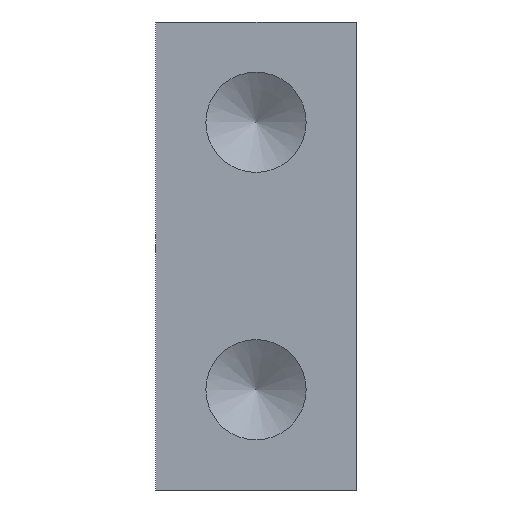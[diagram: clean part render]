
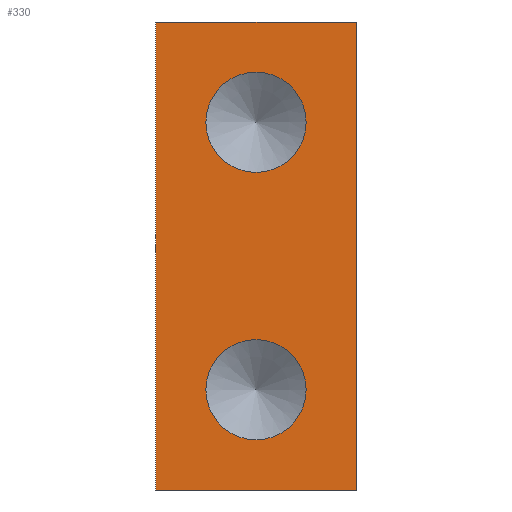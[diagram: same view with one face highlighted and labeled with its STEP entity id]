
A CAD part, front view. The second image highlights one B-rep face of the part: STEP entity #330.
In plain terms, the highlighted planar face has unit normal (0, -1, 0).
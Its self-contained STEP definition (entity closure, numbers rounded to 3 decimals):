
#37=FACE_BOUND('',#83,.T.);
#38=FACE_BOUND('',#84,.T.);
#46=PLANE('',#382);
#62=FACE_OUTER_BOUND('',#82,.T.);
#82=EDGE_LOOP('',(#301,#302,#303,#304));
#83=EDGE_LOOP('',(#305,#306));
#84=EDGE_LOOP('',(#307,#308));
#98=LINE('',#517,#124);
#107=LINE('',#556,#133);
#109=LINE('',#560,#135);
#110=LINE('',#562,#136);
#124=VECTOR('',#422,10.);
#133=VECTOR('',#465,10.);
#135=VECTOR('',#469,10.);
#136=VECTOR('',#472,10.);
#147=CIRCLE('',#371,1.5);
#148=CIRCLE('',#372,1.5);
#151=CIRCLE('',#377,1.5);
#152=CIRCLE('',#378,1.5);
#167=VERTEX_POINT('',#514);
#168=VERTEX_POINT('',#516);
#174=VERTEX_POINT('',#535);
#175=VERTEX_POINT('',#536);
#179=VERTEX_POINT('',#548);
#180=VERTEX_POINT('',#549);
#181=VERTEX_POINT('',#554);
#182=VERTEX_POINT('',#558);
#202=EDGE_CURVE('',#168,#167,#98,.T.);
#211=EDGE_CURVE('',#174,#175,#147,.T.);
#212=EDGE_CURVE('',#175,#174,#148,.T.);
#217=EDGE_CURVE('',#179,#180,#151,.T.);
#218=EDGE_CURVE('',#180,#179,#152,.T.);
#221=EDGE_CURVE('',#167,#181,#107,.T.);
#223=EDGE_CURVE('',#181,#182,#109,.T.);
#224=EDGE_CURVE('',#182,#168,#110,.T.);
#301=ORIENTED_EDGE('',*,*,#202,.T.);
#302=ORIENTED_EDGE('',*,*,#221,.T.);
#303=ORIENTED_EDGE('',*,*,#223,.T.);
#304=ORIENTED_EDGE('',*,*,#224,.T.);
#305=ORIENTED_EDGE('',*,*,#211,.T.);
#306=ORIENTED_EDGE('',*,*,#212,.T.);
#307=ORIENTED_EDGE('',*,*,#217,.T.);
#308=ORIENTED_EDGE('',*,*,#218,.T.);
#330=ADVANCED_FACE('',(#62,#37,#38),#46,.F.);
#371=AXIS2_PLACEMENT_3D('',#537,#443,#444);
#372=AXIS2_PLACEMENT_3D('',#538,#445,#446);
#377=AXIS2_PLACEMENT_3D('',#550,#457,#458);
#378=AXIS2_PLACEMENT_3D('',#551,#459,#460);
#382=AXIS2_PLACEMENT_3D('',#563,#473,#474);
#422=DIRECTION('',(-1.,0.,0.));
#443=DIRECTION('center_axis',(0.,1.,0.));
#444=DIRECTION('ref_axis',(-1.,0.,0.));
#445=DIRECTION('center_axis',(0.,1.,0.));
#446=DIRECTION('ref_axis',(-1.,0.,0.));
#457=DIRECTION('center_axis',(0.,1.,0.));
#458=DIRECTION('ref_axis',(-1.,0.,0.));
#459=DIRECTION('center_axis',(0.,1.,0.));
#460=DIRECTION('ref_axis',(-1.,0.,0.));
#465=DIRECTION('',(0.,0.,-1.));
#469=DIRECTION('',(1.,0.,0.));
#472=DIRECTION('',(0.,0.,1.));
#473=DIRECTION('center_axis',(0.,1.,0.));
#474=DIRECTION('ref_axis',(0.,0.,1.));
#514=CARTESIAN_POINT('',(-3.,0.,7.));
#516=CARTESIAN_POINT('',(3.,0.,7.));
#517=CARTESIAN_POINT('',(3.,0.,7.));
#535=CARTESIAN_POINT('',(-1.5,0.,-4.));
#536=CARTESIAN_POINT('',(1.5,0.,-4.));
#537=CARTESIAN_POINT('Origin',(0.,0.,-4.));
#538=CARTESIAN_POINT('Origin',(0.,0.,-4.));
#548=CARTESIAN_POINT('',(-1.5,0.,4.));
#549=CARTESIAN_POINT('',(1.5,0.,4.));
#550=CARTESIAN_POINT('Origin',(0.,0.,4.));
#551=CARTESIAN_POINT('Origin',(0.,0.,4.));
#554=CARTESIAN_POINT('',(-3.,0.,-7.));
#556=CARTESIAN_POINT('',(-3.,0.,7.));
#558=CARTESIAN_POINT('',(3.,0.,-7.));
#560=CARTESIAN_POINT('',(-3.,0.,-7.));
#562=CARTESIAN_POINT('',(3.,0.,-7.));
#563=CARTESIAN_POINT('Origin',(0.,0.,0.));
